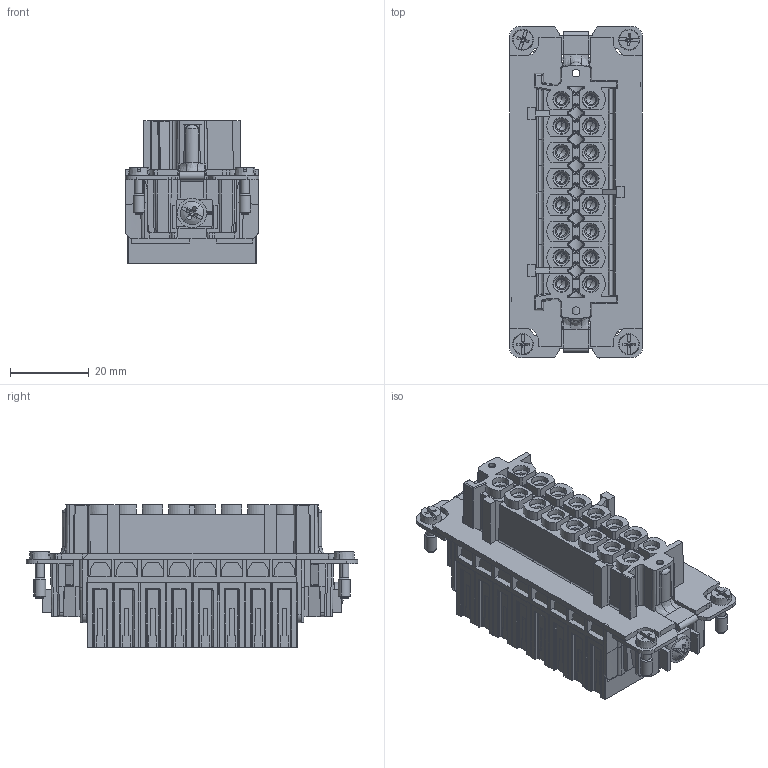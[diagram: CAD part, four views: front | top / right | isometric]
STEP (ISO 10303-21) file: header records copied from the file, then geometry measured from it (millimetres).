
FILE_DESCRIPTION(('CATIA V5 STEP Exchange','CAx-IF Rec.Pracs.--- Model Styling and Organization---1.4--- 2014-01-23'),'2;1');
FILE_NAME ('D1463126_2', '2023-03-06T09:49:42+00:00', ('none'), ('Weidmueller'), 'CATIA Version 5-6 Release 2016 SP3 HF44', 'CATIA V5 STEP AP214', 'none');
FILE_SCHEMA(('AUTOMOTIVE_DESIGN { 1 0 10303 214 1 1 1 1 }'));
Products named in the file (1): 2535130000
Bounding box: 34 x 84.5 x 36.3 mm (x, y, z)
Volume: 61055.3 mm3; surface area: 57280.7 mm2
Topology: 49 solids, 49 shells, 5417 faces, 15009 edges, 9738 vertices
Faces by surface type: plane 2761, cylinder 1451, cone 887, bspline 170, torus 90, extrusion 26, sphere 24, revolution 8
Entity records: 176972 total; most frequent: CARTESIAN_POINT 52695, ORIENTED_EDGE 29816, DIRECTION 18917, EDGE_CURVE 14908, VERTEX_POINT 9738, VECTOR 8182, LINE 8156, AXIS2_PLACEMENT_3D 7305
